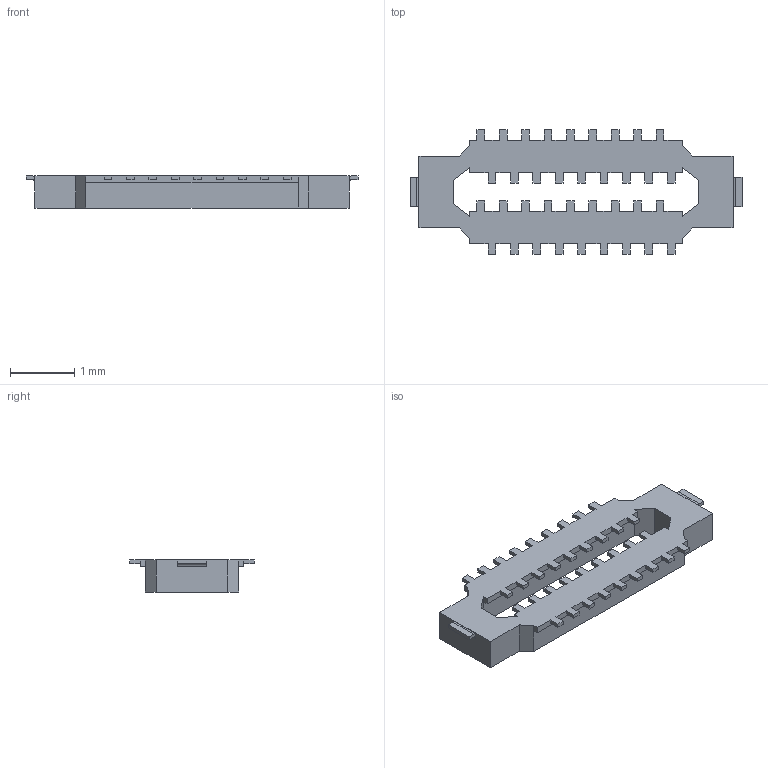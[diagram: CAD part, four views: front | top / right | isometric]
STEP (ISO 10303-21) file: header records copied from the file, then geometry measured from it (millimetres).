
FILE_DESCRIPTION(('CAx-IF Rec.Pracs.---Model Styling and Organization---1.5---2016-08-15','CAx-IF Rec.Pracs.---Geometric and Assembly Validation Properties---4.4---2016-08-17','CAx-IF Rec.Pracs.---User Defined Attributes---1.5---2016-08-15','CAx-IF Rec.Pracs.---External References---2.1---2005-01-19'),'2;1');
FILE_NAME('17229645.step','2025-08-20T19:32:44',('Unspecified'),('Unspecified'),'CAD Exchanger 3.10.2 (cadexchanger.com)','Unspecified','');
FILE_SCHEMA(('AUTOMOTIVE_DESIGN { 1 0 10303 214 1 1 1 1 }'));
Length unit declared in the file: millimetre
Products named in the file (1): 2033900363wbm000_01
Bounding box: 5.18 x 1.94 x 0.5 mm (x, y, z)
Volume: 2.1 mm3; surface area: 22.8 mm2
Topology: 1 solids, 1 shells, 196 faces, 568 edges, 376 vertices
Faces by surface type: plane 192, cylinder 4
Entity records: 6340 total; most frequent: CARTESIAN_POINT 1141, ORIENTED_EDGE 1136, DIRECTION 970, EDGE_CURVE 568, LINE 560, VECTOR 560, VERTEX_POINT 376, AXIS2_PLACEMENT_3D 205
